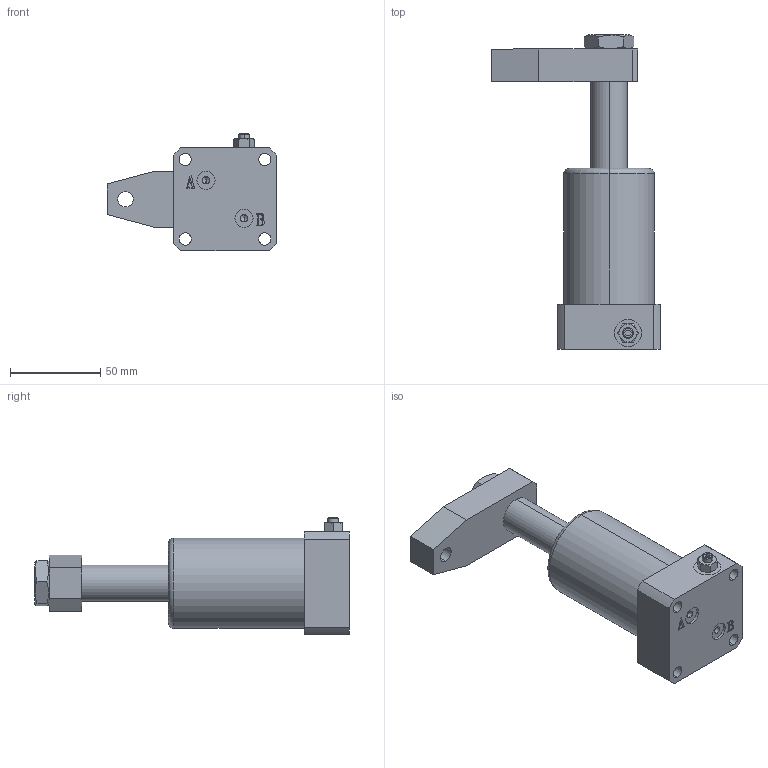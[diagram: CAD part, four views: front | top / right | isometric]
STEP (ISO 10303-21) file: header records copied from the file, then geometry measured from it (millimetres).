
FILE_DESCRIPTION (( 'STEP AP203' ), '1' );
FILE_NAME ('HSL-MF32S-E.STEP', '2020-09-15T03:49:00', ( '微软用户' ), ( '微软中国' ), 'SwSTEP 2.0', 'SolidWorks 2012', '' );
FILE_SCHEMA (( 'CONFIG_CONTROL_DESIGN' ));
Length unit declared in the file: millimetre
Products named in the file (6): HSL-MF32S-E; G1-4覃厒概; HSL-MF32S揤旋杻秶; HSL-32S活塞杆-E; HSL-MF32D-11-30蛌褒詰掛极; hex thin nuts-grades ab-chamfered gb_GB_FASTENER_NUT_STNAB M16-N
Assembly tree (5 placements, depth 2):
  HSL-MF32S-E
    hex thin nuts-grades ab-chamfered gb_GB_FASTENER_NUT_STNAB M16-N
    HSL-MF32D-11-30蛌褒詰掛极
    HSL-32S活塞杆-E
    HSL-MF32S揤旋杻秶
    G1-4覃厒概
Bounding box: 93.5 x 174 x 65 mm (x, y, z)
Volume: 247635 mm3; surface area: 55494.8 mm2
Topology: 5 solids, 5 shells, 202 faces, 476 edges, 301 vertices
Faces by surface type: plane 92, cylinder 52, cone 34, bspline 16, torus 8
Entity records: 7296 total; most frequent: CARTESIAN_POINT 2073, DIRECTION 940, ORIENTED_EDGE 940, EDGE_CURVE 470, AXIS2_PLACEMENT_3D 344, VERTEX_POINT 301, LINE 252, VECTOR 252
